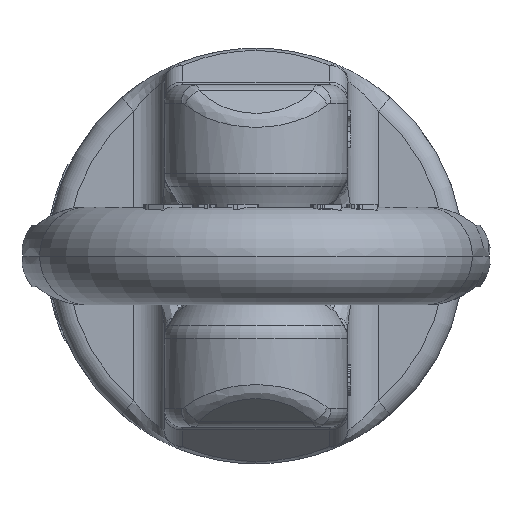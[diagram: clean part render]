
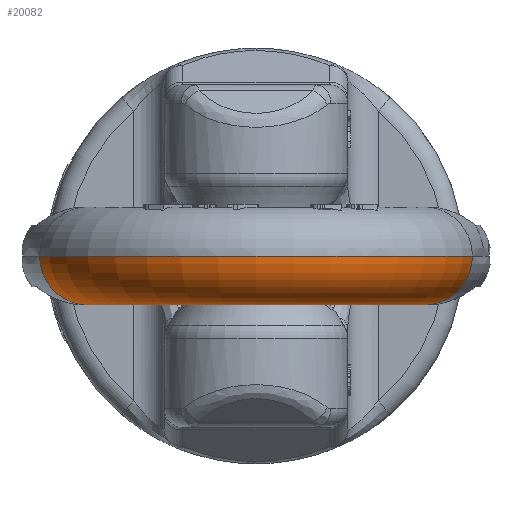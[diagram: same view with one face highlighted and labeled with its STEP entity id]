
A CAD part, left-side view. The second image highlights one B-rep face of the part: STEP entity #20082.
In plain terms, the highlighted toroidal (fillet/blend) face has major radius 28 mm and minor radius 8 mm.
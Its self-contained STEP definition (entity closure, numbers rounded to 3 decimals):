
#15872=CARTESIAN_POINT('',(-75.,0.,0.));
#15873=DIRECTION('',(0.,0.,1.));
#15874=DIRECTION('',(-0.18,0.984,0.));
#15875=AXIS2_PLACEMENT_3D('',#15872,#15873,#15874);
#16547=CARTESIAN_POINT('',(-80.049,-27.541,0.));
#16548=DIRECTION('',(0.984,-0.18,0.));
#16549=DIRECTION('',(-0.18,-0.984,0.));
#16550=AXIS2_PLACEMENT_3D('',#16547,#16548,#16549);
#16893=CARTESIAN_POINT('',(-80.049,27.541,0.));
#16894=DIRECTION('',(-0.984,-0.18,0.));
#16895=DIRECTION('',(-0.18,0.984,0.));
#16896=AXIS2_PLACEMENT_3D('',#16893,#16894,#16895);
#16898=CARTESIAN_POINT('',(-75.,0.,0.));
#16899=DIRECTION('',(0.,0.,1.));
#16900=DIRECTION('',(-0.18,0.984,0.));
#16901=AXIS2_PLACEMENT_3D('',#16898,#16899,#16900);
#18911=CARTESIAN_POINT('',(-78.607,19.672,0.));
#18912=CARTESIAN_POINT('',(-81.492,35.41,0.));
#18913=VERTEX_POINT('',#18911);
#18914=VERTEX_POINT('',#18912);
#18915=CARTESIAN_POINT('',(-78.607,-19.672,0.));
#18916=CARTESIAN_POINT('',(-81.492,-35.41,0.));
#18917=VERTEX_POINT('',#18915);
#18918=VERTEX_POINT('',#18916);
#20071=CARTESIAN_POINT('',(-75.,0.,0.));
#20072=DIRECTION('',(0.,0.,1.));
#20073=DIRECTION('',(0.18,-0.984,0.));
#20074=AXIS2_PLACEMENT_3D('',#20071,#20072,#20073);
#20075=TOROIDAL_SURFACE('',#20074,28.,8.);
#20076=ORIENTED_EDGE('',*,*,#19893,.F.);
#20077=ORIENTED_EDGE('',*,*,#19682,.T.);
#20078=ORIENTED_EDGE('',*,*,#19927,.T.);
#20079=ORIENTED_EDGE('',*,*,#19679,.F.);
#20080=EDGE_LOOP('',(#20076,#20077,#20078,#20079));
#20081=FACE_OUTER_BOUND('',#20080,.F.);
#20082=ADVANCED_FACE('',(#20081),#20075,.T.);
#15876=CIRCLE('',#15875,20.);
#16551=CIRCLE('',#16550,8.);
#16897=CIRCLE('',#16896,8.);
#16902=CIRCLE('',#16901,36.);
#19679=EDGE_CURVE('',#18913,#18917,#15876,.T.);
#19682=EDGE_CURVE('',#18914,#18918,#16902,.T.);
#19893=EDGE_CURVE('',#18914,#18913,#16897,.T.);
#19927=EDGE_CURVE('',#18918,#18917,#16551,.T.);
